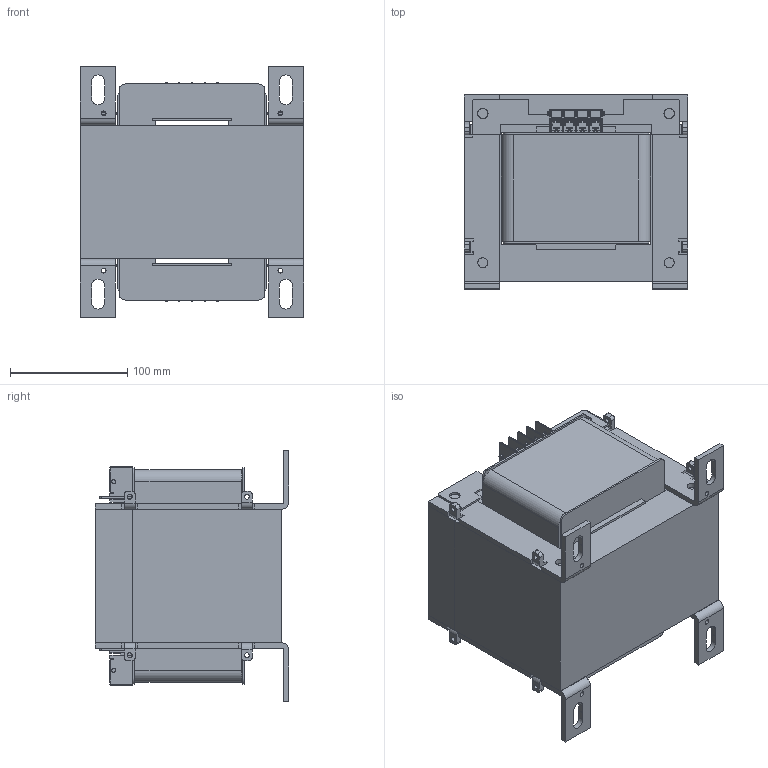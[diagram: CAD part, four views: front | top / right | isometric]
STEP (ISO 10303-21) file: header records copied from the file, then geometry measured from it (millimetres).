
FILE_DESCRIPTION (( 'STEP AP214' ), '1' );
FILE_NAME ('SP3000ACP.step', '2019-03-27T13:37:31', ( '' ), ( '' ), 'SwSTEP 2.0', 'SolidWorks 2018', '' );
FILE_SCHEMA (( 'AUTOMOTIVE_DESIGN' ));
Length unit declared in the file: inch
Products named in the file (1): SP3000ACP
Bounding box: 190.5 x 165 x 214 mm (x, y, z)
Volume: 4328681.2 mm3; surface area: 662805.7 mm2
Topology: 46 solids, 46 shells, 3148 faces, 8794 edges, 5672 vertices
Faces by surface type: plane 1886, cylinder 966, bspline 260, cone 36
Entity records: 126569 total; most frequent: CARTESIAN_POINT 48477, ORIENTED_EDGE 17460, DIRECTION 14288, EDGE_CURVE 8730, VECTOR 5762, LINE 5762, VERTEX_POINT 5672, AXIS2_PLACEMENT_3D 4263
